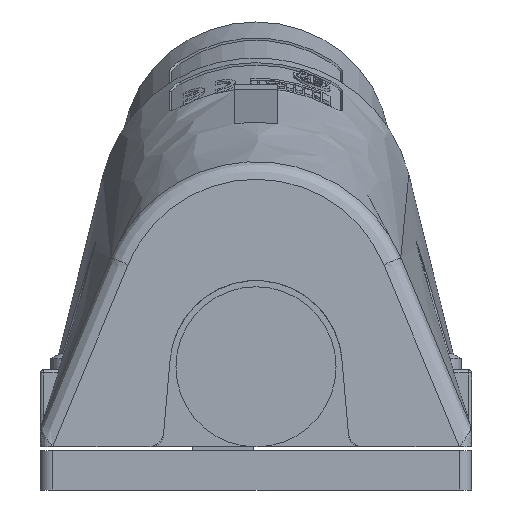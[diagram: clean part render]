
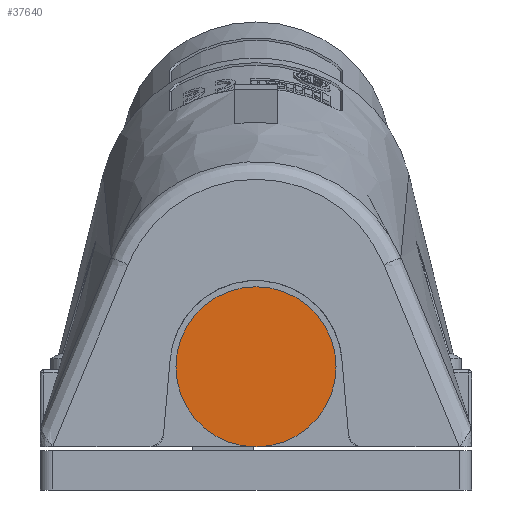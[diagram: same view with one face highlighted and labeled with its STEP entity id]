
A CAD part, front view. The second image highlights one B-rep face of the part: STEP entity #37640.
In plain terms, the highlighted planar face has unit normal (0, -1, 0).
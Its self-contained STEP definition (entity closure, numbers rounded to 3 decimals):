
#37230=CARTESIAN_POINT('',(60.,-10.,10.));
#37240=VERTEX_POINT('',#37230);
#37330=CARTESIAN_POINT('',(34.,-10.,10.));
#37340=VERTEX_POINT('',#37330);
#37370=CARTESIAN_POINT('',(47.,-10.,10.));
#37380=DIRECTION('',(0.,-1.,0.));
#37390=DIRECTION('',(1.,0.,0.));
#37400=AXIS2_PLACEMENT_3D('',#37370,#37380,#37390);
#37410=CIRCLE('',#37400,13.);
#37420=EDGE_CURVE('',#37340,#37240,#37410,.T.);
#37540=CARTESIAN_POINT('',(43.016,-10.,
-4.119));
#37550=DIRECTION('',(0.,-1.,0.));
#37560=DIRECTION('',(1.,0.,0.));
#37570=AXIS2_PLACEMENT_3D('',#37540,#37550,#37560);
#37580=PLANE('',#37570);
#37590=EDGE_CURVE('',#37240,#37340,#37410,.T.);
#37600=ORIENTED_EDGE('',*,*,#37590,.T.);
#37610=ORIENTED_EDGE('',*,*,#37420,.T.);
#37620=EDGE_LOOP('',(#37610,#37600));
#37630=FACE_OUTER_BOUND('',#37620,.T.);
#37640=ADVANCED_FACE('',(#37630),#37580,.T.);
